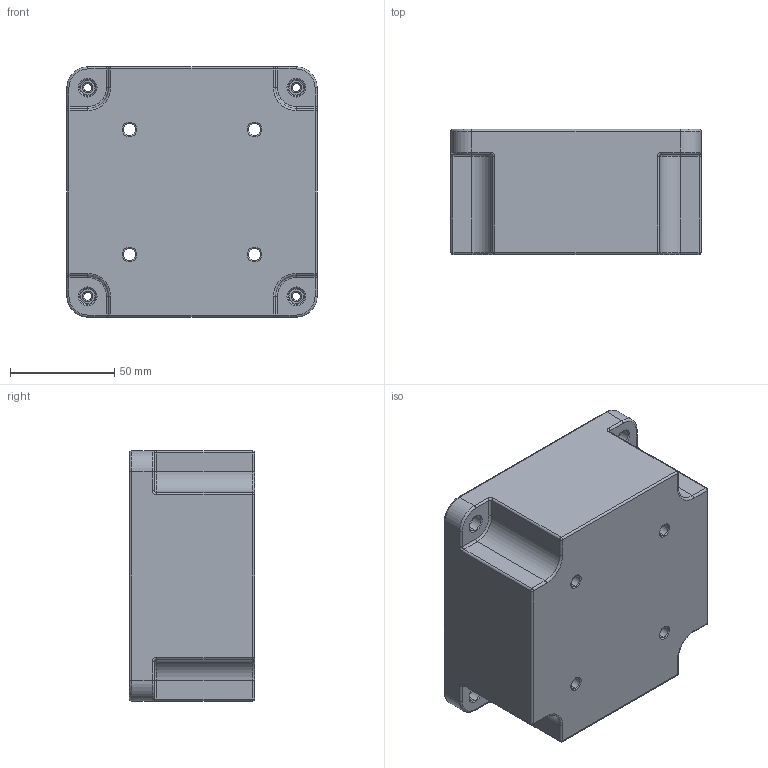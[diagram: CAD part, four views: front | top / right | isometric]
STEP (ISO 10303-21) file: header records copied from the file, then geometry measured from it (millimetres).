
FILE_DESCRIPTION (( 'STEP AP214' ), '1' );
FILE_NAME ('Monitor mount.STEP', '2018-09-15T17:05:07', ( '' ), ( '' ), 'SwSTEP 2.0', 'SolidWorks 2018', '' );
FILE_SCHEMA (( 'AUTOMOTIVE_DESIGN' ));
Length unit declared in the file: centimetre
Products named in the file (1): Monitor mount
Bounding box: 120 x 60 x 120 mm (x, y, z)
Volume: 641321.3 mm3; surface area: 74266.4 mm2
Topology: 1 solids, 1 shells, 216 faces, 480 edges, 264 vertices
Faces by surface type: torus 88, cylinder 84, plane 28, cone 8, sphere 8
Entity records: 5966 total; most frequent: DIRECTION 1226, CARTESIAN_POINT 953, ORIENTED_EDGE 944, AXIS2_PLACEMENT_3D 537, EDGE_CURVE 472, CIRCLE 320, VERTEX_POINT 264, EDGE_LOOP 238
